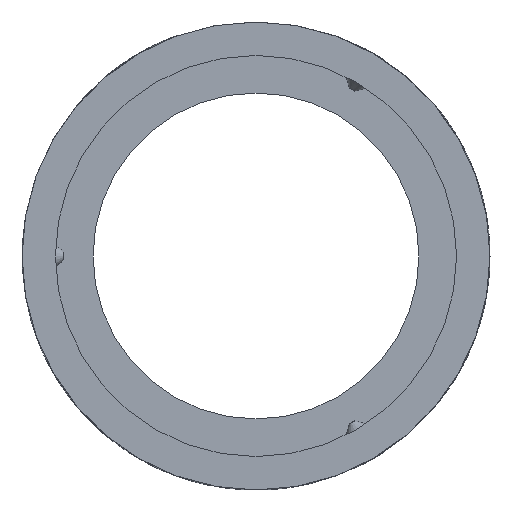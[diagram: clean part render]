
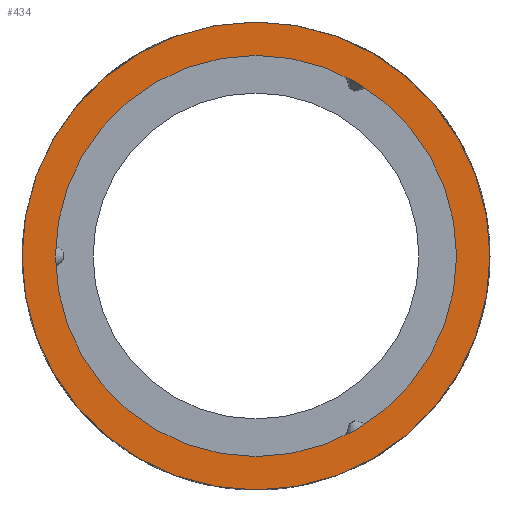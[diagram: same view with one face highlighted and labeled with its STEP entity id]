
A CAD part, left-side view. The second image highlights one B-rep face of the part: STEP entity #434.
In plain terms, the highlighted planar face has unit normal (-1, 0, 0).
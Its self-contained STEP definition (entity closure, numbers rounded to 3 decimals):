
#121=PLANE('',#3593);
#434=ADVANCED_FACE('',(#679,#680),#121,.T.);
#559=CIRCLE('',#3591,24.);
#560=CIRCLE('',#3592,28.);
#679=FACE_BOUND('',#896,.T.);
#680=FACE_BOUND('',#897,.T.);
#896=EDGE_LOOP('',(#1904));
#897=EDGE_LOOP('',(#1905));
#1904=ORIENTED_EDGE('',*,*,#2994,.F.);
#1905=ORIENTED_EDGE('',*,*,#2995,.F.);
#2475=VERTEX_POINT('',#7345);
#2476=VERTEX_POINT('',#7347);
#2994=EDGE_CURVE('',#2475,#2475,#559,.T.);
#2995=EDGE_CURVE('',#2476,#2476,#560,.T.);
#3591=AXIS2_PLACEMENT_3D('',#7344,#3886,#3887);
#3592=AXIS2_PLACEMENT_3D('',#7346,#3888,#3889);
#3593=AXIS2_PLACEMENT_3D('',#7348,#3890,#3891);
#3886=DIRECTION('',(-1.,0.,0.));
#3887=DIRECTION('',(0.,1.,0.));
#3888=DIRECTION('',(1.,0.,0.));
#3889=DIRECTION('',(0.,1.,0.));
#3890=DIRECTION('',(-1.,0.,0.));
#3891=DIRECTION('',(0.,1.,0.));
#7344=CARTESIAN_POINT('',(0.,0.,0.));
#7345=CARTESIAN_POINT('',(0.,24.,0.));
#7346=CARTESIAN_POINT('',(0.,0.,0.));
#7347=CARTESIAN_POINT('',(0.,28.,0.));
#7348=CARTESIAN_POINT('',(0.,-30.8,30.8));
